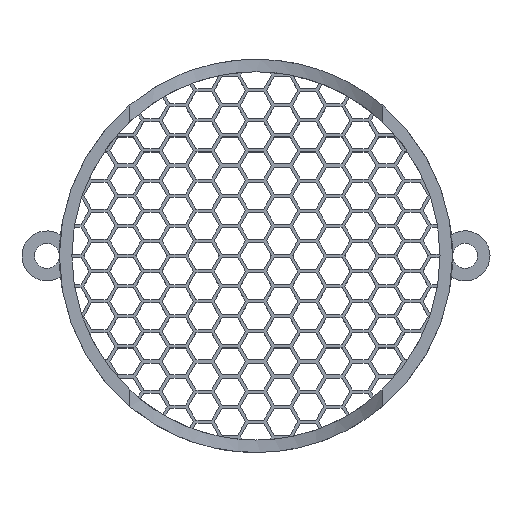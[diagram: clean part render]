
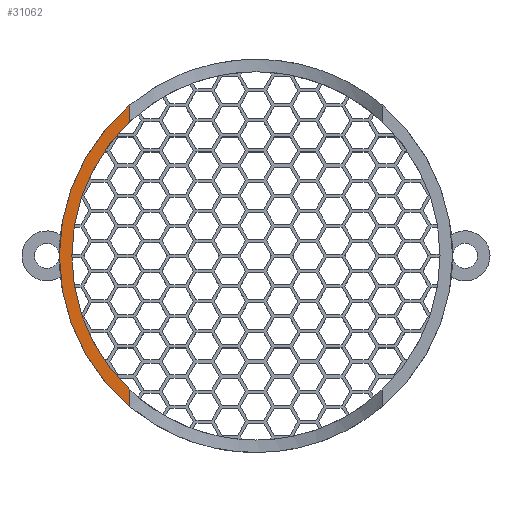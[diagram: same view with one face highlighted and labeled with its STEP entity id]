
A CAD part, top view. The second image highlights one B-rep face of the part: STEP entity #31062.
In plain terms, the highlighted planar face has unit normal (0, 0, 1).
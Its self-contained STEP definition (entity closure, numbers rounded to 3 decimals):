
#29020 = VERTEX_POINT('',#29021);
#29021 = CARTESIAN_POINT('',(-20.199,24.171,20.));
#29076 = EDGE_CURVE('',#29020,#29077,#29079,.T.);
#29077 = VERTEX_POINT('',#29078);
#29078 = CARTESIAN_POINT('',(-20.199,-24.171,20.));
#29079 = CIRCLE('',#29080,31.5);
#29080 = AXIS2_PLACEMENT_3D('',#29081,#29082,#29083);
#29081 = CARTESIAN_POINT('',(0.,0.,20.));
#29082 = DIRECTION('',(0.,0.,1.));
#29083 = DIRECTION('',(1.,0.,0.));
#29282 = VERTEX_POINT('',#29283);
#29283 = CARTESIAN_POINT('',(-20.199,21.5,20.));
#29290 = EDGE_CURVE('',#29282,#29291,#29293,.T.);
#29291 = VERTEX_POINT('',#29292);
#29292 = CARTESIAN_POINT('',(-20.199,-21.5,20.));
#29293 = CIRCLE('',#29294,29.5);
#29294 = AXIS2_PLACEMENT_3D('',#29295,#29296,#29297);
#29295 = CARTESIAN_POINT('',(0.,0.,20.));
#29296 = DIRECTION('',(0.,0.,1.));
#29297 = DIRECTION('',(1.,0.,0.));
#31051 = EDGE_CURVE('',#29077,#29291,#31052,.T.);
#31052 = LINE('',#31053,#31054);
#31053 = CARTESIAN_POINT('',(-20.199,34.5,20.));
#31054 = VECTOR('',#31055,1.);
#31055 = DIRECTION('',(0.,1.,0.));
#31062 = ADVANCED_FACE('',(#31063),#31074,.T.);
#31063 = FACE_BOUND('',#31064,.T.);
#31064 = EDGE_LOOP('',(#31065,#31071,#31072,#31073));
#31065 = ORIENTED_EDGE('',*,*,#31066,.T.);
#31066 = EDGE_CURVE('',#29282,#29020,#31067,.T.);
#31067 = LINE('',#31068,#31069);
#31068 = CARTESIAN_POINT('',(-20.199,34.5,20.));
#31069 = VECTOR('',#31070,1.);
#31070 = DIRECTION('',(0.,1.,0.));
#31071 = ORIENTED_EDGE('',*,*,#29076,.T.);
#31072 = ORIENTED_EDGE('',*,*,#31051,.T.);
#31073 = ORIENTED_EDGE('',*,*,#29290,.F.);
#31074 = PLANE('',#31075);
#31075 = AXIS2_PLACEMENT_3D('',#31076,#31077,#31078);
#31076 = CARTESIAN_POINT('',(0.,0.,20.));
#31077 = DIRECTION('',(0.,0.,1.));
#31078 = DIRECTION('',(1.,0.,0.));
